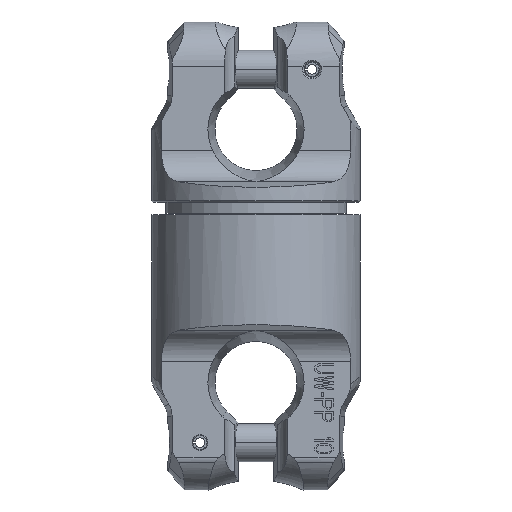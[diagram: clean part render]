
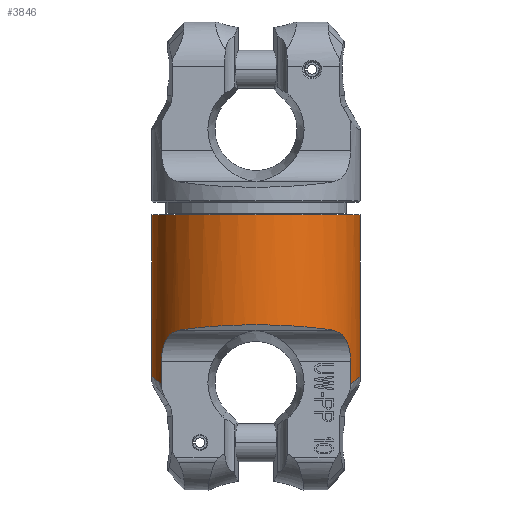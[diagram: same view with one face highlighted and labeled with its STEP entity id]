
A CAD part, left-side view. The second image highlights one B-rep face of the part: STEP entity #3846.
In plain terms, the highlighted cylindrical face has radius 33 mm (diameter 66 mm), a partial arc.
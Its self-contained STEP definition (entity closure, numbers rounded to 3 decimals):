
#2=CARTESIAN_POINT('',(-22.436,-24.2,-40.447));
#3=CARTESIAN_POINT('',(-22.178,-24.439,-40.487));
#4=CARTESIAN_POINT('',(-21.657,-24.906,-40.59));
#5=CARTESIAN_POINT('',(-20.856,-25.581,-40.818));
#6=CARTESIAN_POINT('',(-20.05,-26.217,-41.123));
#7=CARTESIAN_POINT('',(-19.255,-26.806,-41.506));
#8=CARTESIAN_POINT('',(-18.478,-27.347,-41.969));
#9=CARTESIAN_POINT('',(-17.683,-27.868,-42.548));
#10=CARTESIAN_POINT('',(-16.86,-28.374,-43.289));
#11=CARTESIAN_POINT('',(-16.01,-28.862,-44.255));
#12=CARTESIAN_POINT('',(-15.179,-29.306,-45.525));
#13=CARTESIAN_POINT('',(-14.514,-29.639,-47.012));
#14=CARTESIAN_POINT('',(-14.089,-29.842,-48.675));
#15=CARTESIAN_POINT('',(-14.,-29.883,-49.769));
#16=CARTESIAN_POINT('',(-14.,-29.883,-50.323));
#18=CARTESIAN_POINT('',(-22.436,24.2,-40.447));
#19=CARTESIAN_POINT('',(-22.178,24.439,-40.487));
#20=CARTESIAN_POINT('',(-21.657,24.906,-40.59));
#21=CARTESIAN_POINT('',(-20.856,25.581,-40.818));
#22=CARTESIAN_POINT('',(-20.05,26.217,-41.123));
#23=CARTESIAN_POINT('',(-19.255,26.806,-41.506));
#24=CARTESIAN_POINT('',(-18.478,27.347,-41.969));
#25=CARTESIAN_POINT('',(-17.683,27.868,-42.548));
#26=CARTESIAN_POINT('',(-16.86,28.374,-43.289));
#27=CARTESIAN_POINT('',(-16.01,28.862,-44.255));
#28=CARTESIAN_POINT('',(-15.179,29.306,-45.525));
#29=CARTESIAN_POINT('',(-14.514,29.639,-47.012));
#30=CARTESIAN_POINT('',(-14.089,29.842,-48.675));
#31=CARTESIAN_POINT('',(-14.,29.883,-49.769));
#32=CARTESIAN_POINT('',(-14.,29.883,-50.323));
#34=DIRECTION('',(0.,0.,-1.));
#35=VECTOR('',#34,51.666);
#36=CARTESIAN_POINT('',(0.,-33.,-4.));
#37=LINE('',#36,#35);
#38=DIRECTION('',(0.,0.,-1.));
#39=VECTOR('',#38,51.666);
#40=CARTESIAN_POINT('',(0.,33.,-4.));
#41=LINE('',#40,#39);
#74=CARTESIAN_POINT('',(0.,0.,-4.));
#75=DIRECTION('',(0.,0.,-1.));
#76=DIRECTION('',(0.,-1.,0.));
#77=AXIS2_PLACEMENT_3D('',#74,#75,#76);
#122=CARTESIAN_POINT('',(0.,33.,
-55.666));
#123=CARTESIAN_POINT('',(-0.764,33.,
-55.534));
#124=CARTESIAN_POINT('',(-2.299,32.947,-55.346));
#125=CARTESIAN_POINT('',(-4.615,32.703,-55.293));
#126=CARTESIAN_POINT('',(-6.911,32.297,-55.474));
#127=CARTESIAN_POINT('',(-9.214,31.718,-55.898));
#128=CARTESIAN_POINT('',(-11.565,30.942,-56.593));
#129=CARTESIAN_POINT('',(-13.186,30.264,-57.275));
#130=CARTESIAN_POINT('',(-14.,29.883,-57.676));
#137=CARTESIAN_POINT('',(-14.,29.883,-57.676));
#149=DIRECTION('',(0.,0.,-1.));
#150=VECTOR('',#149,7.352);
#151=CARTESIAN_POINT('',(-14.,29.883,-50.323));
#152=LINE('',#151,#150);
#398=DIRECTION('',(0.,0.,-1.));
#399=VECTOR('',#398,7.352);
#400=CARTESIAN_POINT('',(-14.,-29.883,-50.323));
#401=LINE('',#400,#399);
#996=CARTESIAN_POINT('',(-14.,-29.883,
-57.676));
#998=CARTESIAN_POINT('',(0.,-33.,
-55.666));
#999=CARTESIAN_POINT('',(-0.764,-33.,
-55.534));
#1000=CARTESIAN_POINT('',(-2.299,-32.947,
-55.346));
#1001=CARTESIAN_POINT('',(-4.615,-32.703,
-55.293));
#1002=CARTESIAN_POINT('',(-6.911,-32.297,
-55.474));
#1003=CARTESIAN_POINT('',(-9.214,-31.718,
-55.898));
#1004=CARTESIAN_POINT('',(-11.565,-30.942,
-56.593));
#1005=CARTESIAN_POINT('',(-13.186,-30.264,
-57.275));
#1006=CARTESIAN_POINT('',(-14.,-29.883,
-57.676));
#1927=CARTESIAN_POINT('',(-22.436,24.2,
-40.447));
#1928=CARTESIAN_POINT('',(-23.523,23.192,
-40.274));
#1929=CARTESIAN_POINT('',(-25.411,21.175,
-39.975));
#1930=CARTESIAN_POINT('',(-28.38,17.142,
-39.505));
#1931=CARTESIAN_POINT('',(-30.926,12.1,
-39.102));
#1932=CARTESIAN_POINT('',(-32.634,6.05,
-38.831));
#1933=CARTESIAN_POINT('',(-33.183,0.,-38.744));
#1934=CARTESIAN_POINT('',(-32.634,-6.05,
-38.831));
#1935=CARTESIAN_POINT('',(-30.926,-12.1,
-39.102));
#1936=CARTESIAN_POINT('',(-28.38,-17.142,
-39.505));
#1937=CARTESIAN_POINT('',(-25.411,-21.175,
-39.975));
#1938=CARTESIAN_POINT('',(-23.523,-23.192,
-40.274));
#1939=CARTESIAN_POINT('',(-22.436,-24.2,
-40.447));
#3077=VERTEX_POINT('',#2);
#3078=VERTEX_POINT('',#16);
#3099=CARTESIAN_POINT('',(0.,-33.,-4.));
#3100=CARTESIAN_POINT('',(0.,-33.,
-55.666));
#3101=VERTEX_POINT('',#3099);
#3102=VERTEX_POINT('',#3100);
#3103=CARTESIAN_POINT('',(0.,33.,-4.));
#3104=CARTESIAN_POINT('',(0.,33.,
-55.666));
#3105=VERTEX_POINT('',#3103);
#3106=VERTEX_POINT('',#3104);
#3128=VERTEX_POINT('',#996);
#3238=VERTEX_POINT('',#18);
#3239=VERTEX_POINT('',#32);
#3252=VERTEX_POINT('',#137);
#3819=CARTESIAN_POINT('',(0.,0.,0.));
#3820=DIRECTION('',(0.,0.,-1.));
#3821=DIRECTION('',(0.,1.,0.));
#3822=AXIS2_PLACEMENT_3D('',#3819,#3820,#3821);
#3823=CYLINDRICAL_SURFACE('',#3822,33.);
#3825=ORIENTED_EDGE('',*,*,#3824,.T.);
#3827=ORIENTED_EDGE('',*,*,#3826,.T.);
#3829=ORIENTED_EDGE('',*,*,#3828,.F.);
#3831=ORIENTED_EDGE('',*,*,#3830,.F.);
#3833=ORIENTED_EDGE('',*,*,#3832,.F.);
#3835=ORIENTED_EDGE('',*,*,#3834,.T.);
#3837=ORIENTED_EDGE('',*,*,#3836,.T.);
#3839=ORIENTED_EDGE('',*,*,#3838,.F.);
#3841=ORIENTED_EDGE('',*,*,#3840,.F.);
#3843=ORIENTED_EDGE('',*,*,#3842,.F.);
#3844=EDGE_LOOP('',(#3825,#3827,#3829,#3831,#3833,#3835,#3837,#3839,#3841,
#3843));
#3845=FACE_OUTER_BOUND('',#3844,.F.);
#3846=ADVANCED_FACE('',(#3845),#3823,.T.);
#17=B_SPLINE_CURVE_WITH_KNOTS('',3,(#2,#3,#4,#5,#6,#7,#8,#9,#10,#11,#12,#13,#14,
#15,#16),.UNSPECIFIED.,.F.,.F.,(4,1,1,1,1,1,1,1,1,1,1,1,4),(0.,
0.083,0.167,0.25,0.333,0.417,
0.5,0.583,0.667,0.75,0.833,
0.917,1.),.UNSPECIFIED.);
#33=B_SPLINE_CURVE_WITH_KNOTS('',3,(#18,#19,#20,#21,#22,#23,#24,#25,#26,#27,#28,
#29,#30,#31,#32),.UNSPECIFIED.,.F.,.F.,(4,1,1,1,1,1,1,1,1,1,1,1,4),(0.,
0.083,0.167,0.25,0.333,0.417,
0.5,0.583,0.667,0.75,0.833,
0.917,1.),.UNSPECIFIED.);
#78=CIRCLE('',#77,33.);
#131=B_SPLINE_CURVE_WITH_KNOTS('',3,(#122,#123,#124,#125,#126,#127,#128,#129,
#130),.UNSPECIFIED.,.F.,.F.,(4,1,1,1,1,1,4),(0.,0.167,
0.333,0.5,0.667,0.833,1.),
.UNSPECIFIED.);
#1007=B_SPLINE_CURVE_WITH_KNOTS('',3,(#998,#999,#1000,#1001,#1002,#1003,#1004,
#1005,#1006),.UNSPECIFIED.,.F.,.F.,(4,1,1,1,1,1,4),(0.,0.167,
0.333,0.5,0.667,0.833,1.),
.UNSPECIFIED.);
#1940=B_SPLINE_CURVE_WITH_KNOTS('',3,(#1927,#1928,#1929,#1930,#1931,#1932,#1933,
#1934,#1935,#1936,#1937,#1938,#1939),.UNSPECIFIED.,.F.,.F.,(4,1,1,1,1,1,1,1,1,1,
4),(0.,0.063,0.125,0.25,0.375,0.5,0.625,0.75,0.875,0.938,
1.),.UNSPECIFIED.);
#3824=EDGE_CURVE('',#3101,#3102,#37,.T.);
#3826=EDGE_CURVE('',#3102,#3128,#1007,.T.);
#3828=EDGE_CURVE('',#3078,#3128,#401,.T.);
#3830=EDGE_CURVE('',#3077,#3078,#17,.T.);
#3832=EDGE_CURVE('',#3238,#3077,#1940,.T.);
#3834=EDGE_CURVE('',#3238,#3239,#33,.T.);
#3836=EDGE_CURVE('',#3239,#3252,#152,.T.);
#3838=EDGE_CURVE('',#3106,#3252,#131,.T.);
#3840=EDGE_CURVE('',#3105,#3106,#41,.T.);
#3842=EDGE_CURVE('',#3101,#3105,#78,.T.);
